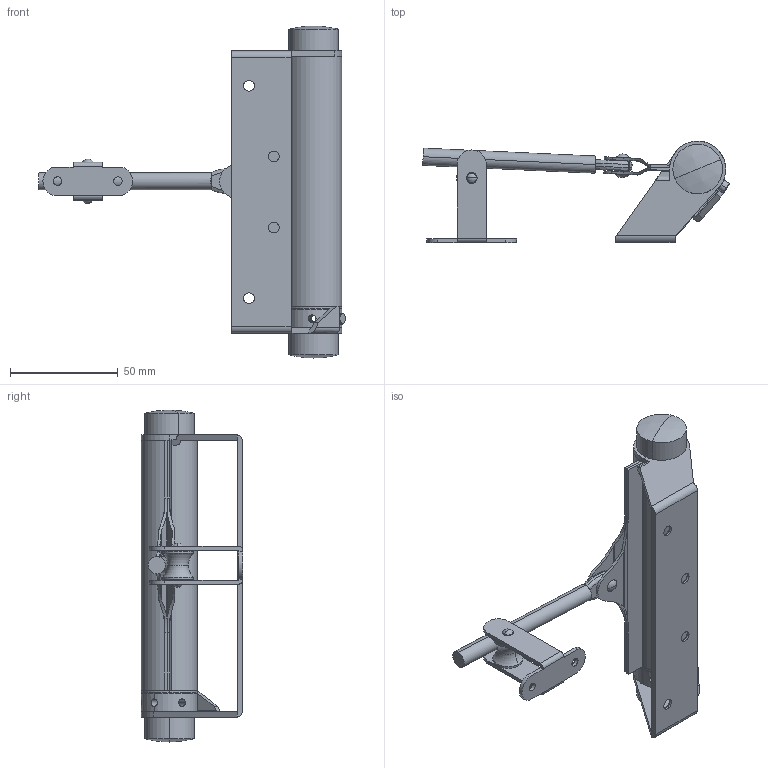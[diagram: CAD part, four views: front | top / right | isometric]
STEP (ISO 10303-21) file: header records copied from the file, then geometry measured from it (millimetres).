
FILE_DESCRIPTION (( 'STEP AP214' ), '1' );
FILE_NAME ('Türschliesser Nr. 3.STEP', '2011-02-10T15:02:07', ( 'Anwender' ), ( '' ), 'SwSTEP 2.0', 'SolidWorks 2010', '' );
FILE_SCHEMA (( 'AUTOMOTIVE_DESIGN' ));
Length unit declared in the file: millimetre
Products named in the file (13): Halter Rolle groß; Gegenhalt; Mitnehmerwelle; Abroller groß; Deckel; Sperrstift; Stellring; Kunststoffscheibe; Auflagerolle groß; Welle; Büchse Nr. 3; Flügel Nr. 3; Türschliesser Nr. 3
Assembly tree (13 placements, depth 3):
  Türschliesser Nr. 3
    Gegenhalt
    Abroller groß
      Halter Rolle groß
      Auflagerolle groß
      Welle
    Deckel  x2
    Mitnehmerwelle
    Büchse Nr. 3
    Kunststoffscheibe
    Stellring
    Sperrstift
    Flügel Nr. 3
Bounding box: 142.23 x 47 x 154 mm (x, y, z)
Volume: 52183.8 mm3; surface area: 52781.3 mm2
Topology: 12 solids, 12 shells, 237 faces, 593 edges, 377 vertices
Faces by surface type: cylinder 113, plane 86, torus 12, sphere 12, cone 10, bspline 4
Entity records: 8633 total; most frequent: CARTESIAN_POINT 2442, DIRECTION 1227, ORIENTED_EDGE 1162, EDGE_CURVE 581, AXIS2_PLACEMENT_3D 477, VERTEX_POINT 372, EDGE_LOOP 277, VECTOR 273
